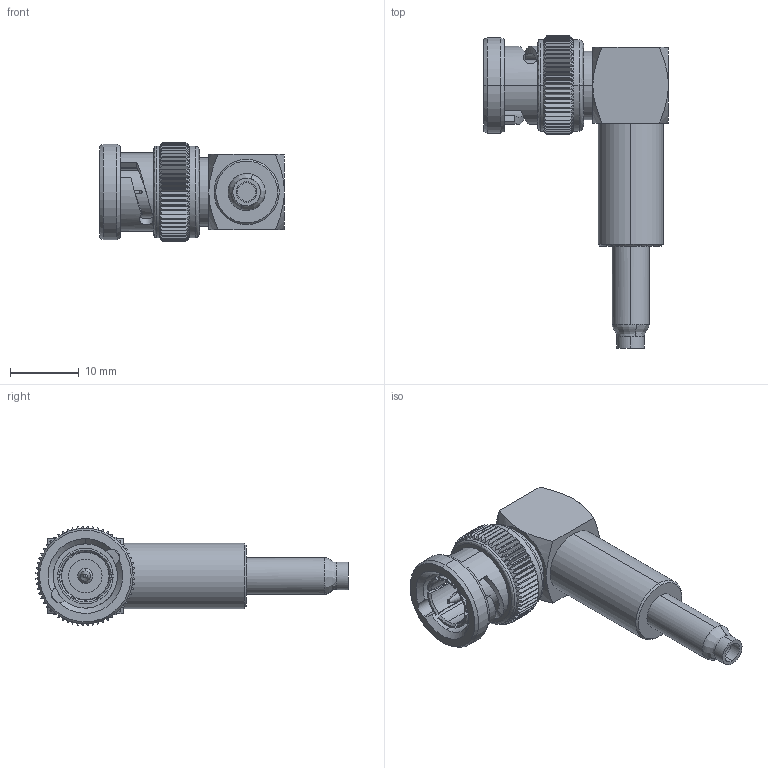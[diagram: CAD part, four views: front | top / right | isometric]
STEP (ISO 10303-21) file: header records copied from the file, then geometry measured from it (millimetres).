
FILE_DESCRIPTION (( 'STEP AP203' ), '1' );
FILE_NAME ('PE4610.step', '2018-07-18T20:07:58', ( '' ), ( '' ), 'SwSTEP 2.0', 'SolidWorks 2017', '' );
FILE_SCHEMA (( 'CONFIG_CONTROL_DESIGN' ));
Length unit declared in the file: inch
Products named in the file (1): PE4610
Bounding box: 27 x 45.6 x 14.46 mm (x, y, z)
Volume: 4187 mm3; surface area: 3666.2 mm2
Topology: 1 solids, 3 shells, 478 faces, 1106 edges, 648 vertices
Faces by surface type: plane 171, cone 157, cylinder 132, bspline 16, sphere 2
Entity records: 17421 total; most frequent: CARTESIAN_POINT 7017, ORIENTED_EDGE 2212, DIRECTION 2087, EDGE_CURVE 1106, AXIS2_PLACEMENT_3D 872, VERTEX_POINT 648, EDGE_LOOP 500, ADVANCED_FACE 478
